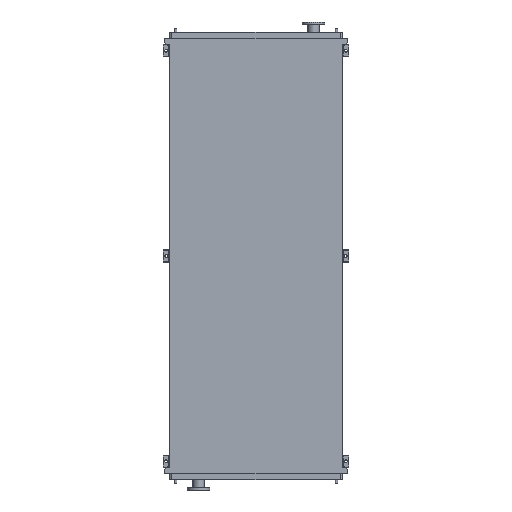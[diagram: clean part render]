
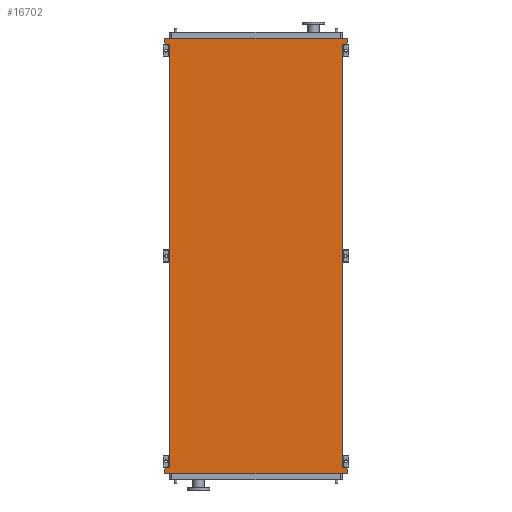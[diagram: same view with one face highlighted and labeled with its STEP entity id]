
A CAD part, front view. The second image highlights one B-rep face of the part: STEP entity #16702.
In plain terms, the highlighted planar face has unit normal (0, -1, 0).
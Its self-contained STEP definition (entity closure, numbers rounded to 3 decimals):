
#117 = EDGE_CURVE ( 'NONE', #22986, #8855, #4103, .T. ) ;
#453 = VECTOR ( 'NONE', #3584, 1000. ) ;
#490 = DIRECTION ( 'NONE',  ( 1., 0., 0. ) ) ;
#944 = EDGE_CURVE ( 'NONE', #7620, #9345, #19840, .T. ) ;
#960 = CARTESIAN_POINT ( 'NONE',  ( -891., 0., -4103. ) ) ;
#1157 = EDGE_CURVE ( 'NONE', #9827, #3804, #5814, .T. ) ;
#1568 = ORIENTED_EDGE ( 'NONE', *, *, #117, .F. ) ;
#1573 = VECTOR ( 'NONE', #2583, 1000. ) ;
#1952 = ORIENTED_EDGE ( 'NONE', *, *, #9111, .F. ) ;
#2073 = DIRECTION ( 'NONE',  ( -1., 0., 0. ) ) ;
#2583 = DIRECTION ( 'NONE',  ( 0., 0., 1. ) ) ;
#2828 = DIRECTION ( 'NONE',  ( 0.655, 0., 0.755 ) ) ;
#3081 = DIRECTION ( 'NONE',  ( -0.655, 0., -0.755 ) ) ;
#3207 = CARTESIAN_POINT ( 'NONE',  ( 891., 0., -4103. ) ) ;
#3503 = CARTESIAN_POINT ( 'NONE',  ( -845., 0., -4050. ) ) ;
#3584 = DIRECTION ( 'NONE',  ( 0., 0., 1. ) ) ;
#3716 = AXIS2_PLACEMENT_3D ( 'NONE', #5238, #10880, #23927 ) ;
#3804 = VERTEX_POINT ( 'NONE', #13491 ) ;
#3815 = LINE ( 'NONE', #5710, #18150 ) ;
#3914 = DIRECTION ( 'NONE',  ( 0., 0., -1. ) ) ;
#4102 = CARTESIAN_POINT ( 'NONE',  ( 891., 0., 95. ) ) ;
#4103 = LINE ( 'NONE', #11394, #23384 ) ;
#4670 = EDGE_CURVE ( 'NONE', #4828, #21974, #15350, .T. ) ;
#4828 = VERTEX_POINT ( 'NONE', #14605 ) ;
#4939 = VERTEX_POINT ( 'NONE', #8326 ) ;
#5154 = ORIENTED_EDGE ( 'NONE', *, *, #19167, .F. ) ;
#5238 = CARTESIAN_POINT ( 'NONE',  ( -845., 0., -4050. ) ) ;
#5710 = CARTESIAN_POINT ( 'NONE',  ( 891., 0., 95. ) ) ;
#5814 = LINE ( 'NONE', #20330, #23926 ) ;
#6010 = ORIENTED_EDGE ( 'NONE', *, *, #16789, .F. ) ;
#6518 = VECTOR ( 'NONE', #12043, 1000. ) ;
#6944 = CARTESIAN_POINT ( 'NONE',  ( 891., 0., 53. ) ) ;
#6995 = EDGE_CURVE ( 'NONE', #4828, #9345, #11504, .T. ) ;
#7109 = PLANE ( 'NONE',  #3716 ) ;
#7620 = VERTEX_POINT ( 'NONE', #6944 ) ;
#8007 = CARTESIAN_POINT ( 'NONE',  ( -891., 0., -4145. ) ) ;
#8326 = CARTESIAN_POINT ( 'NONE',  ( -891., 0., -4103. ) ) ;
#8348 = CARTESIAN_POINT ( 'NONE',  ( 891., 0., -4103. ) ) ;
#8472 = CARTESIAN_POINT ( 'NONE',  ( 845., 0., 0. ) ) ;
#8855 = VERTEX_POINT ( 'NONE', #8007 ) ;
#9084 = VECTOR ( 'NONE', #2828, 1000. ) ;
#9111 = EDGE_CURVE ( 'NONE', #12689, #7620, #3815, .T. ) ;
#9321 = EDGE_CURVE ( 'NONE', #4939, #23000, #15773, .T. ) ;
#9345 = VERTEX_POINT ( 'NONE', #8472 ) ;
#9550 = ORIENTED_EDGE ( 'NONE', *, *, #944, .F. ) ;
#9613 = DIRECTION ( 'NONE',  ( 0., 0., 1. ) ) ;
#9827 = VERTEX_POINT ( 'NONE', #24203 ) ;
#10396 = LINE ( 'NONE', #3503, #453 ) ;
#10402 = VECTOR ( 'NONE', #14279, 1000. ) ;
#10530 = CARTESIAN_POINT ( 'NONE',  ( 891., 0., 53. ) ) ;
#10599 = EDGE_CURVE ( 'NONE', #22282, #12689, #10936, .T. ) ;
#10880 = DIRECTION ( 'NONE',  ( 0., -1., 0. ) ) ;
#10936 = LINE ( 'NONE', #13515, #20277 ) ;
#11217 = VECTOR ( 'NONE', #9613, 1000. ) ;
#11394 = CARTESIAN_POINT ( 'NONE',  ( 891., 0., -4145. ) ) ;
#11504 = LINE ( 'NONE', #19323, #1573 ) ;
#11556 = CARTESIAN_POINT ( 'NONE',  ( 891., 0., -4145. ) ) ;
#11791 = LINE ( 'NONE', #13331, #11217 ) ;
#12043 = DIRECTION ( 'NONE',  ( 0., 0., 1. ) ) ;
#12385 = ORIENTED_EDGE ( 'NONE', *, *, #17457, .F. ) ;
#12433 = CARTESIAN_POINT ( 'NONE',  ( 845., 0., -4050. ) ) ;
#12628 = ORIENTED_EDGE ( 'NONE', *, *, #10599, .F. ) ;
#12644 = ORIENTED_EDGE ( 'NONE', *, *, #4670, .F. ) ;
#12689 = VERTEX_POINT ( 'NONE', #4102 ) ;
#13331 = CARTESIAN_POINT ( 'NONE',  ( -891., 0., 53. ) ) ;
#13491 = CARTESIAN_POINT ( 'NONE',  ( -891., 0., 53. ) ) ;
#13515 = CARTESIAN_POINT ( 'NONE',  ( -891., 0., 95. ) ) ;
#14264 = VECTOR ( 'NONE', #3081, 1000. ) ;
#14279 = DIRECTION ( 'NONE',  ( 0.655, 0., -0.755 ) ) ;
#14591 = ORIENTED_EDGE ( 'NONE', *, *, #1157, .F. ) ;
#14605 = CARTESIAN_POINT ( 'NONE',  ( 845., 0., -4050. ) ) ;
#15295 = CARTESIAN_POINT ( 'NONE',  ( -845., 0., -4050. ) ) ;
#15350 = LINE ( 'NONE', #12433, #10402 ) ;
#15764 = ORIENTED_EDGE ( 'NONE', *, *, #6995, .T. ) ;
#15773 = LINE ( 'NONE', #960, #9084 ) ;
#16429 = LINE ( 'NONE', #19402, #6518 ) ;
#16544 = DIRECTION ( 'NONE',  ( -0.655, 0., 0.755 ) ) ;
#16702 = ADVANCED_FACE ( 'NONE', ( #17092 ), #7109, .T. ) ;
#16789 = EDGE_CURVE ( 'NONE', #23000, #9827, #10396, .T. ) ;
#17031 = ORIENTED_EDGE ( 'NONE', *, *, #9321, .F. ) ;
#17092 = FACE_OUTER_BOUND ( 'NONE', #19917, .T. ) ;
#17233 = EDGE_CURVE ( 'NONE', #3804, #22282, #11791, .T. ) ;
#17457 = EDGE_CURVE ( 'NONE', #8855, #4939, #16429, .T. ) ;
#18150 = VECTOR ( 'NONE', #3914, 1000. ) ;
#19016 = VECTOR ( 'NONE', #23791, 1000. ) ;
#19167 = EDGE_CURVE ( 'NONE', #21974, #22986, #23978, .T. ) ;
#19323 = CARTESIAN_POINT ( 'NONE',  ( 845., 0., -4050. ) ) ;
#19402 = CARTESIAN_POINT ( 'NONE',  ( -891., 0., -4145. ) ) ;
#19840 = LINE ( 'NONE', #10530, #14264 ) ;
#19917 = EDGE_LOOP ( 'NONE', ( #15764, #9550, #1952, #12628, #22245, #14591, #6010, #17031, #12385, #1568, #5154, #12644 ) ) ;
#20277 = VECTOR ( 'NONE', #490, 1000. ) ;
#20330 = CARTESIAN_POINT ( 'NONE',  ( -845., 0., 0. ) ) ;
#21974 = VERTEX_POINT ( 'NONE', #8348 ) ;
#22245 = ORIENTED_EDGE ( 'NONE', *, *, #17233, .F. ) ;
#22282 = VERTEX_POINT ( 'NONE', #22703 ) ;
#22703 = CARTESIAN_POINT ( 'NONE',  ( -891., 0., 95. ) ) ;
#22986 = VERTEX_POINT ( 'NONE', #11556 ) ;
#23000 = VERTEX_POINT ( 'NONE', #15295 ) ;
#23384 = VECTOR ( 'NONE', #2073, 1000. ) ;
#23791 = DIRECTION ( 'NONE',  ( 0., 0., -1. ) ) ;
#23926 = VECTOR ( 'NONE', #16544, 1000. ) ;
#23927 = DIRECTION ( 'NONE',  ( 0., 0., -1. ) ) ;
#23978 = LINE ( 'NONE', #3207, #19016 ) ;
#24203 = CARTESIAN_POINT ( 'NONE',  ( -845., 0., 0. ) ) ;
